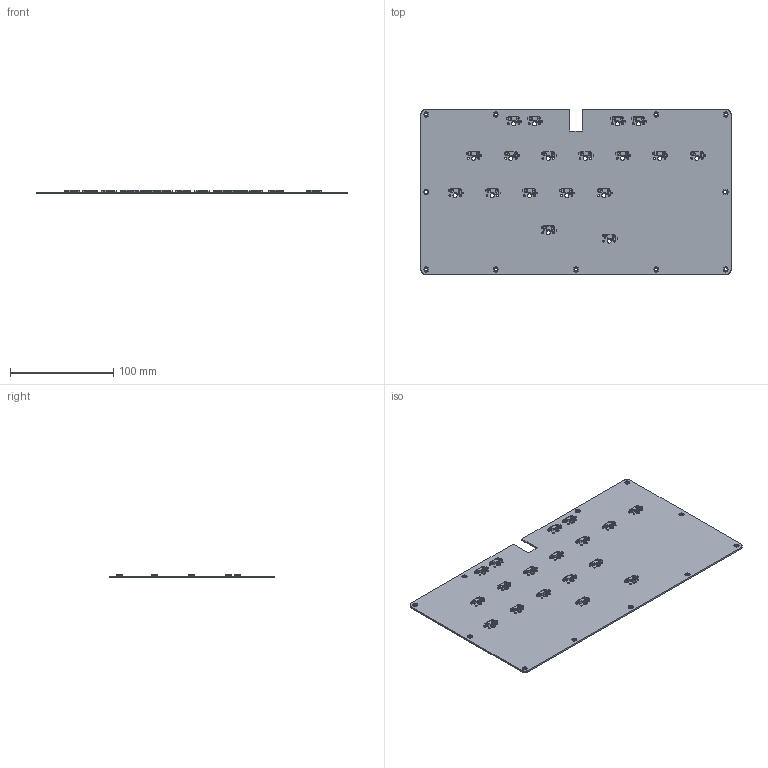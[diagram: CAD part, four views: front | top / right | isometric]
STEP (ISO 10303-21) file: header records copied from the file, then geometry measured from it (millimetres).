
FILE_DESCRIPTION(('KiCad electronic assembly'),'2;1');
FILE_NAME('KirinStyleHitbox.step','2024-06-17T14:08:20',('Pcbnew'),( 'Kicad'),'Open CASCADE STEP processor 7.7','KiCad to STEP converter' ,'Unknown');
FILE_SCHEMA(('AUTOMOTIVE_DESIGN { 1 0 10303 214 1 1 1 1 }'));
Length unit declared in the file: millimetre
Products named in the file (4): KirinStyleHitbox 1; HS_CPG151101S11_MX; Kailh Hotswap RightVersion v23; KirinStyleHitbox PCB
Assembly tree (20 placements, depth 3):
  KirinStyleHitbox 1
    HS_CPG151101S11_MX  x18
      Kailh Hotswap RightVersion v23
    KirinStyleHitbox PCB
Bounding box: 300 x 160 x 3.47 mm (x, y, z)
Volume: 76949.8 mm3; surface area: 102645.1 mm2
Topology: 55 solids, 55 shells, 8101 faces, 20121 edges, 12364 vertices
Faces by surface type: plane 4798, cylinder 1899, bspline 1044, torus 180, cone 180
Full cylindrical faces by diameter (mm): 0.5 x88, 1.75 x36, 2.9 x36, 3 x36, 3.2 x11, 3.988 x18
Entity records: 50490 total; most frequent: CARTESIAN_POINT 13220, DIRECTION 6655, LINE 4119, VECTOR 4119, ORIENTED_EDGE 3760, PCURVE 3760, DEFINITIONAL_REPRESENTATION 3760, EDGE_CURVE 1880
